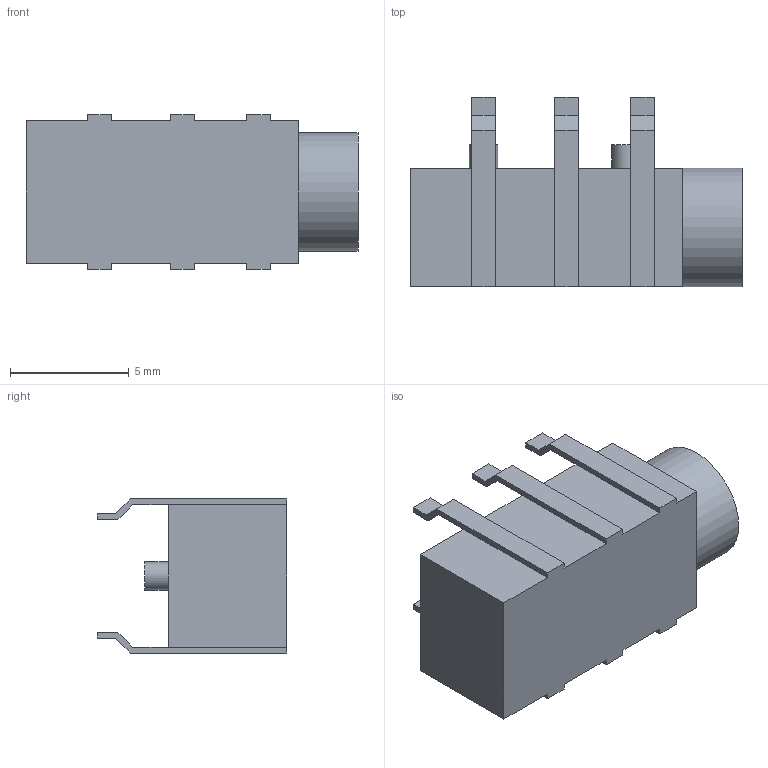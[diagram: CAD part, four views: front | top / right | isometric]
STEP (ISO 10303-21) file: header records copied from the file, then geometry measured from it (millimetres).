
FILE_DESCRIPTION(('STEP AP214'), '1');
FILE_NAME('ST-033', '', ('UNSPECIFIED'), ('UNSPECIFIED'), 'ASCON STEP Converter 1.3', 'ASCON Math Kernel', '');
FILE_SCHEMA(('AUTOMOTIVE_DESIGN { 1 0 10303 214 3 1 1}'));
Length unit declared in the file: millimetre
Bounding box: 14 x 8 x 6.5 mm (x, y, z)
Volume: 286.6 mm3; surface area: 562.4 mm2
Topology: 1 solids, 1 shells, 75 faces, 196 edges, 126 vertices
Faces by surface type: plane 71, cylinder 4
Full cylindrical faces by diameter (mm): 1.2 x2, 3.6 x1, 5 x1
Entity records: 2872 total; most frequent: CARTESIAN_POINT 394, ORIENTED_EDGE 384, DIRECTION 354, EDGE_CURVE 192, LINE 182, VECTOR 182, VERTEX_POINT 126, AXIS2_PLACEMENT_3D 86
